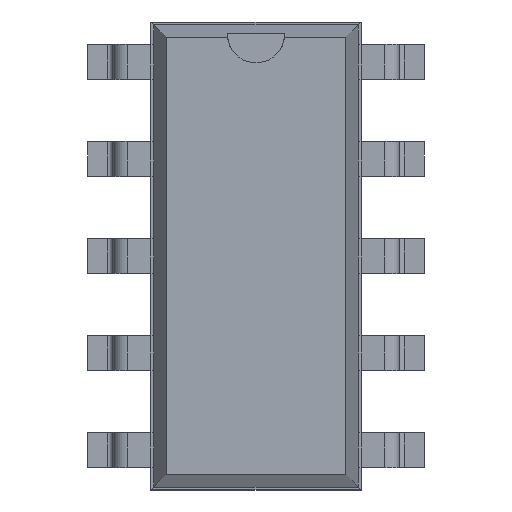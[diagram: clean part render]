
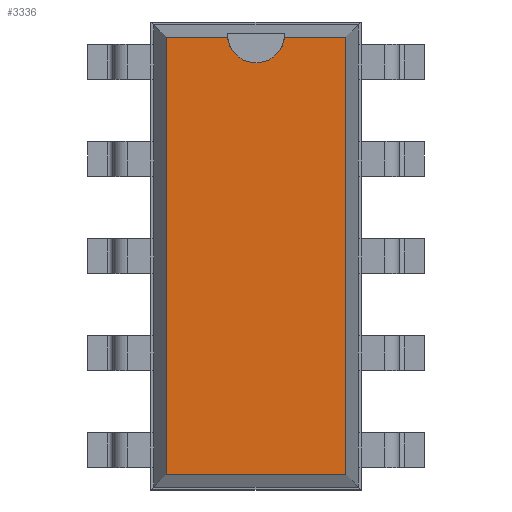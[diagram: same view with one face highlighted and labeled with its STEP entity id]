
A CAD part, top view. The second image highlights one B-rep face of the part: STEP entity #3336.
In plain terms, the highlighted planar face has unit normal (0, 0, 1).
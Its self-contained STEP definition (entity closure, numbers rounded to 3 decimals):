
#26=VECTOR('',#27,1.);
#27=DIRECTION('',(0.,1.,0.));
#33=VECTOR('',#34,1.);
#34=DIRECTION('',(-1.,0.,0.));
#40=VECTOR('',#41,1.);
#41=DIRECTION('',(0.,-1.,0.));
#45=VECTOR('',#46,1.);
#46=DIRECTION('',(1.,0.,0.));
#49=DIRECTION('',(0.,0.,-1.));
#769=DIRECTION('',(0.,0.,-1.));
#2259=VERTEX_POINT('',#2260);
#2260=CARTESIAN_POINT('',(2.351,5.726,3.68));
#2262=ORIENTED_EDGE('',*,*,#2263,.F.);
#2263=EDGE_CURVE('',#2264,#2259,#2266,.T.);
#2264=VERTEX_POINT('',#2265);
#2265=CARTESIAN_POINT('',(2.351,-5.726,3.68));
#2266=LINE('',#2265,#26);
#2775=VERTEX_POINT('',#2776);
#2776=CARTESIAN_POINT('',(-2.351,5.726,3.68));
#2778=ORIENTED_EDGE('',*,*,#2779,.F.);
#2779=EDGE_CURVE('',#2780,#2775,#2782,.T.);
#2780=VERTEX_POINT('',#2781);
#2781=CARTESIAN_POINT('',(-0.746,5.726,3.68));
#2782=LINE('',#2260,#33);
#2801=VERTEX_POINT('',#2802);
#2802=CARTESIAN_POINT('',(0.746,5.726,3.68));
#2808=ORIENTED_EDGE('',*,*,#2809,.F.);
#2809=EDGE_CURVE('',#2259,#2801,#2782,.T.);
#2832=VERTEX_POINT('',#2833);
#2833=CARTESIAN_POINT('',(-2.351,-5.726,3.68));
#2835=ORIENTED_EDGE('',*,*,#2836,.F.);
#2836=EDGE_CURVE('',#2775,#2832,#2837,.T.);
#2837=LINE('',#2776,#40);
#3331=ORIENTED_EDGE('',*,*,#3332,.F.);
#3332=EDGE_CURVE('',#2832,#2264,#3333,.T.);
#3333=LINE('',#2833,#45);
#3336=ADVANCED_FACE('',(#3337),#3348,.F.);
#3337=FACE_BOUND('',#3338,.F.);
#3338=EDGE_LOOP('',(#2262,#3331,#2835,#2778,#3339,#3346,#2808));
#3339=ORIENTED_EDGE('',*,*,#3340,.F.);
#3340=EDGE_CURVE('',#3341,#2780,#3343,.T.);
#3341=VERTEX_POINT('',#3342);
#3342=CARTESIAN_POINT('',(0.,5.051,3.68));
#3343=CIRCLE('',#3344,0.75);
#3344=AXIS2_PLACEMENT_3D('',#3345,#769,#41);
#3345=CARTESIAN_POINT('',(0.,5.801,3.68));
#3346=ORIENTED_EDGE('',*,*,#3347,.F.);
#3347=EDGE_CURVE('',#2801,#3341,#3343,.T.);
#3348=PLANE('',#3349);
#3349=AXIS2_PLACEMENT_3D('',#2265,#49,#3350);
#3350=DIRECTION('',(-0.38,0.925,0.));
